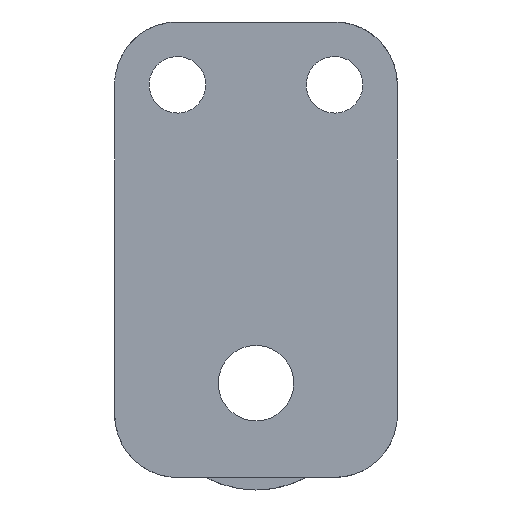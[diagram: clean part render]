
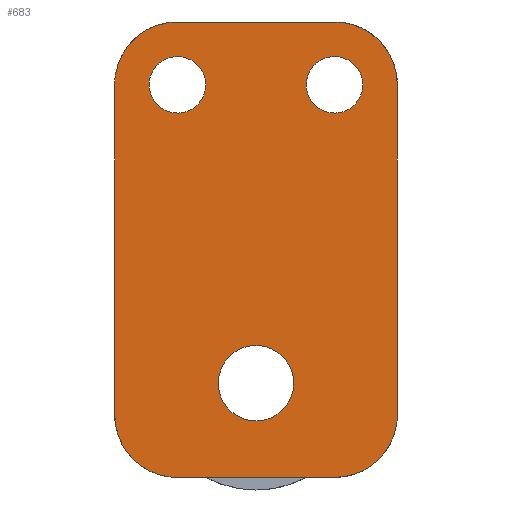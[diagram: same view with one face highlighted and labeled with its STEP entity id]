
A CAD part, front view. The second image highlights one B-rep face of the part: STEP entity #683.
In plain terms, the highlighted free-form (B-spline) face has degree [1, 1] with [2, 2] control points.
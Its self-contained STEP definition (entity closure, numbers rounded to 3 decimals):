
#22 = VERTEX_POINT('',#23);
#23 = CARTESIAN_POINT('',(0.,0.,-44.57));
#41 = VERTEX_POINT('',#42);
#42 = CARTESIAN_POINT('',(0.,0.,-79.641));
#47 = EDGE_CURVE('',#41,#22,#48,.T.);
#48 = ( BOUNDED_CURVE() B_SPLINE_CURVE(2,(#49,#50,#51,#52,#53),
.UNSPECIFIED.,.F.,.F.) B_SPLINE_CURVE_WITH_KNOTS((3,2,3),(3.142,
4.712,6.283),.PIECEWISE_BEZIER_KNOTS.) CURVE() 
GEOMETRIC_REPRESENTATION_ITEM() RATIONAL_B_SPLINE_CURVE((1.,
0.707,1.,0.707,1.)) REPRESENTATION_ITEM('') );
#49 = CARTESIAN_POINT('',(0.,0.,-79.641));
#50 = CARTESIAN_POINT('',(-17.536,0.,-79.641));
#51 = CARTESIAN_POINT('',(-17.536,0.,-62.105));
#52 = CARTESIAN_POINT('',(-17.536,0.,-44.57));
#53 = CARTESIAN_POINT('',(0.,0.,-44.57));
#212 = VERTEX_POINT('',#213);
#213 = CARTESIAN_POINT('',(36.533,0.,63.567));
#218 = EDGE_CURVE('',#212,#219,#221,.T.);
#219 = VERTEX_POINT('',#220);
#220 = CARTESIAN_POINT('',(36.533,0.,89.87));
#221 = ( BOUNDED_CURVE() B_SPLINE_CURVE(2,(#222,#223,#224,#225,#226),
.UNSPECIFIED.,.F.,.F.) B_SPLINE_CURVE_WITH_KNOTS((3,2,3),(3.142,
4.712,6.283),.PIECEWISE_BEZIER_KNOTS.) CURVE() 
GEOMETRIC_REPRESENTATION_ITEM() RATIONAL_B_SPLINE_CURVE((1.,
0.707,1.,0.707,1.)) REPRESENTATION_ITEM('') );
#222 = CARTESIAN_POINT('',(36.533,0.,63.567));
#223 = CARTESIAN_POINT('',(23.381,0.,63.567));
#224 = CARTESIAN_POINT('',(23.381,0.,76.718));
#225 = CARTESIAN_POINT('',(23.381,0.,89.87));
#226 = CARTESIAN_POINT('',(36.533,0.,89.87));
#260 = VERTEX_POINT('',#261);
#261 = CARTESIAN_POINT('',(-36.533,0.,63.567));
#266 = EDGE_CURVE('',#260,#267,#269,.T.);
#267 = VERTEX_POINT('',#268);
#268 = CARTESIAN_POINT('',(-36.533,0.,89.87));
#269 = ( BOUNDED_CURVE() B_SPLINE_CURVE(2,(#270,#271,#272,#273,#274),
.UNSPECIFIED.,.F.,.F.) B_SPLINE_CURVE_WITH_KNOTS((3,2,3),(3.142,
4.712,6.283),.PIECEWISE_BEZIER_KNOTS.) CURVE() 
GEOMETRIC_REPRESENTATION_ITEM() RATIONAL_B_SPLINE_CURVE((1.,
0.707,1.,0.707,1.)) REPRESENTATION_ITEM('') );
#270 = CARTESIAN_POINT('',(-36.533,0.,63.567));
#271 = CARTESIAN_POINT('',(-49.684,0.,63.567));
#272 = CARTESIAN_POINT('',(-49.684,0.,76.718));
#273 = CARTESIAN_POINT('',(-49.684,0.,89.87));
#274 = CARTESIAN_POINT('',(-36.533,0.,89.87));
#683 = ADVANCED_FACE('',(#684,#695,#757,#768),#779,.T.);
#684 = FACE_BOUND('',#685,.T.);
#685 = EDGE_LOOP('',(#686,#694));
#686 = ORIENTED_EDGE('',*,*,#687,.T.);
#687 = EDGE_CURVE('',#22,#41,#688,.T.);
#688 = ( BOUNDED_CURVE() B_SPLINE_CURVE(2,(#689,#690,#691,#692,#693),
.UNSPECIFIED.,.F.,.F.) B_SPLINE_CURVE_WITH_KNOTS((3,2,3),(0.,
1.571,3.142),.PIECEWISE_BEZIER_KNOTS.) CURVE() 
GEOMETRIC_REPRESENTATION_ITEM() RATIONAL_B_SPLINE_CURVE((1.,
0.707,1.,0.707,1.)) REPRESENTATION_ITEM('') );
#689 = CARTESIAN_POINT('',(0.,0.,-44.57));
#690 = CARTESIAN_POINT('',(17.536,0.,-44.57));
#691 = CARTESIAN_POINT('',(17.536,0.,-62.105));
#692 = CARTESIAN_POINT('',(17.536,0.,-79.641));
#693 = CARTESIAN_POINT('',(0.,0.,-79.641));
#694 = ORIENTED_EDGE('',*,*,#47,.T.);
#695 = FACE_BOUND('',#696,.T.);
#696 = EDGE_LOOP('',(#697,#707,#714,#722,#729,#737,#744,#752));
#697 = ORIENTED_EDGE('',*,*,#698,.T.);
#698 = EDGE_CURVE('',#699,#701,#703,.T.);
#699 = VERTEX_POINT('',#700);
#700 = CARTESIAN_POINT('',(-65.759,0.,-76.718));
#701 = VERTEX_POINT('',#702);
#702 = CARTESIAN_POINT('',(-36.533,0.,-105.945));
#703 = ( BOUNDED_CURVE() B_SPLINE_CURVE(2,(#704,#705,#706),
.UNSPECIFIED.,.F.,.F.) B_SPLINE_CURVE_WITH_KNOTS((3,3),(4.712,
6.283),.PIECEWISE_BEZIER_KNOTS.) CURVE() 
GEOMETRIC_REPRESENTATION_ITEM() RATIONAL_B_SPLINE_CURVE((1.,
0.707,1.)) REPRESENTATION_ITEM('') );
#704 = CARTESIAN_POINT('',(-65.759,0.,-76.718));
#705 = CARTESIAN_POINT('',(-65.759,0.,-105.945));
#706 = CARTESIAN_POINT('',(-36.533,0.,-105.945));
#707 = ORIENTED_EDGE('',*,*,#708,.F.);
#708 = EDGE_CURVE('',#709,#701,#711,.T.);
#709 = VERTEX_POINT('',#710);
#710 = CARTESIAN_POINT('',(36.533,0.,-105.945));
#711 = B_SPLINE_CURVE_WITH_KNOTS('',1,(#712,#713),.UNSPECIFIED.,.F.,.F.,
  (2,2),(20.,70.),.PIECEWISE_BEZIER_KNOTS.);
#712 = CARTESIAN_POINT('',(36.533,0.,-105.945));
#713 = CARTESIAN_POINT('',(-36.533,0.,-105.945));
#714 = ORIENTED_EDGE('',*,*,#715,.T.);
#715 = EDGE_CURVE('',#709,#716,#718,.T.);
#716 = VERTEX_POINT('',#717);
#717 = CARTESIAN_POINT('',(65.759,0.,-76.718));
#718 = ( BOUNDED_CURVE() B_SPLINE_CURVE(2,(#719,#720,#721),
.UNSPECIFIED.,.F.,.F.) B_SPLINE_CURVE_WITH_KNOTS((3,3),(0.,
1.571),.PIECEWISE_BEZIER_KNOTS.) CURVE() 
GEOMETRIC_REPRESENTATION_ITEM() RATIONAL_B_SPLINE_CURVE((1.,
0.707,1.)) REPRESENTATION_ITEM('') );
#719 = CARTESIAN_POINT('',(36.533,0.,-105.945));
#720 = CARTESIAN_POINT('',(65.759,0.,-105.945));
#721 = CARTESIAN_POINT('',(65.759,0.,-76.718));
#722 = ORIENTED_EDGE('',*,*,#723,.F.);
#723 = EDGE_CURVE('',#724,#716,#726,.T.);
#724 = VERTEX_POINT('',#725);
#725 = CARTESIAN_POINT('',(65.759,0.,76.718));
#726 = B_SPLINE_CURVE_WITH_KNOTS('',1,(#727,#728),.UNSPECIFIED.,.F.,.F.,
  (2,2),(-125.,-20.),.PIECEWISE_BEZIER_KNOTS.);
#727 = CARTESIAN_POINT('',(65.759,0.,76.718));
#728 = CARTESIAN_POINT('',(65.759,0.,-76.718));
#729 = ORIENTED_EDGE('',*,*,#730,.T.);
#730 = EDGE_CURVE('',#724,#731,#733,.T.);
#731 = VERTEX_POINT('',#732);
#732 = CARTESIAN_POINT('',(36.533,0.,105.945));
#733 = ( BOUNDED_CURVE() B_SPLINE_CURVE(2,(#734,#735,#736),
.UNSPECIFIED.,.F.,.F.) B_SPLINE_CURVE_WITH_KNOTS((3,3),(1.571,
3.142),.PIECEWISE_BEZIER_KNOTS.) CURVE() 
GEOMETRIC_REPRESENTATION_ITEM() RATIONAL_B_SPLINE_CURVE((1.,
0.707,1.)) REPRESENTATION_ITEM('') );
#734 = CARTESIAN_POINT('',(65.759,0.,76.718));
#735 = CARTESIAN_POINT('',(65.759,0.,105.945));
#736 = CARTESIAN_POINT('',(36.533,0.,105.945));
#737 = ORIENTED_EDGE('',*,*,#738,.F.);
#738 = EDGE_CURVE('',#739,#731,#741,.T.);
#739 = VERTEX_POINT('',#740);
#740 = CARTESIAN_POINT('',(-36.533,0.,105.945));
#741 = B_SPLINE_CURVE_WITH_KNOTS('',1,(#742,#743),.UNSPECIFIED.,.F.,.F.,
  (2,2),(-70.,-20.),.PIECEWISE_BEZIER_KNOTS.);
#742 = CARTESIAN_POINT('',(-36.533,0.,105.945));
#743 = CARTESIAN_POINT('',(36.533,0.,105.945));
#744 = ORIENTED_EDGE('',*,*,#745,.T.);
#745 = EDGE_CURVE('',#739,#746,#748,.T.);
#746 = VERTEX_POINT('',#747);
#747 = CARTESIAN_POINT('',(-65.759,0.,76.718));
#748 = ( BOUNDED_CURVE() B_SPLINE_CURVE(2,(#749,#750,#751),
.UNSPECIFIED.,.F.,.F.) B_SPLINE_CURVE_WITH_KNOTS((3,3),(3.142,
4.712),.PIECEWISE_BEZIER_KNOTS.) CURVE() 
GEOMETRIC_REPRESENTATION_ITEM() RATIONAL_B_SPLINE_CURVE((1.,
0.707,1.)) REPRESENTATION_ITEM('') );
#749 = CARTESIAN_POINT('',(-36.533,0.,105.945));
#750 = CARTESIAN_POINT('',(-65.759,0.,105.945));
#751 = CARTESIAN_POINT('',(-65.759,0.,76.718));
#752 = ORIENTED_EDGE('',*,*,#753,.F.);
#753 = EDGE_CURVE('',#699,#746,#754,.T.);
#754 = B_SPLINE_CURVE_WITH_KNOTS('',1,(#755,#756),.UNSPECIFIED.,.F.,.F.,
  (2,2),(20.,125.),.PIECEWISE_BEZIER_KNOTS.);
#755 = CARTESIAN_POINT('',(-65.759,0.,-76.718));
#756 = CARTESIAN_POINT('',(-65.759,0.,76.718));
#757 = FACE_BOUND('',#758,.T.);
#758 = EDGE_LOOP('',(#759,#760));
#759 = ORIENTED_EDGE('',*,*,#218,.T.);
#760 = ORIENTED_EDGE('',*,*,#761,.T.);
#761 = EDGE_CURVE('',#219,#212,#762,.T.);
#762 = ( BOUNDED_CURVE() B_SPLINE_CURVE(2,(#763,#764,#765,#766,#767),
.UNSPECIFIED.,.F.,.F.) B_SPLINE_CURVE_WITH_KNOTS((3,2,3),(0.,
1.571,3.142),.PIECEWISE_BEZIER_KNOTS.) CURVE() 
GEOMETRIC_REPRESENTATION_ITEM() RATIONAL_B_SPLINE_CURVE((1.,
0.707,1.,0.707,1.)) REPRESENTATION_ITEM('') );
#763 = CARTESIAN_POINT('',(36.533,0.,89.87));
#764 = CARTESIAN_POINT('',(49.684,0.,89.87));
#765 = CARTESIAN_POINT('',(49.684,0.,76.718));
#766 = CARTESIAN_POINT('',(49.684,0.,63.567));
#767 = CARTESIAN_POINT('',(36.533,0.,63.567));
#768 = FACE_BOUND('',#769,.T.);
#769 = EDGE_LOOP('',(#770,#771));
#770 = ORIENTED_EDGE('',*,*,#266,.T.);
#771 = ORIENTED_EDGE('',*,*,#772,.T.);
#772 = EDGE_CURVE('',#267,#260,#773,.T.);
#773 = ( BOUNDED_CURVE() B_SPLINE_CURVE(2,(#774,#775,#776,#777,#778),
.UNSPECIFIED.,.F.,.F.) B_SPLINE_CURVE_WITH_KNOTS((3,2,3),(0.,
1.571,3.142),.PIECEWISE_BEZIER_KNOTS.) CURVE() 
GEOMETRIC_REPRESENTATION_ITEM() RATIONAL_B_SPLINE_CURVE((1.,
0.707,1.,0.707,1.)) REPRESENTATION_ITEM('') );
#774 = CARTESIAN_POINT('',(-36.533,0.,89.87));
#775 = CARTESIAN_POINT('',(-23.381,0.,89.87));
#776 = CARTESIAN_POINT('',(-23.381,0.,76.718));
#777 = CARTESIAN_POINT('',(-23.381,0.,63.567));
#778 = CARTESIAN_POINT('',(-36.533,0.,63.567));
#779 = B_SPLINE_SURFACE_WITH_KNOTS('',1,1,(
    (#780,#781)
    ,(#782,#783
    )),.UNSPECIFIED.,.F.,.F.,.F.,(2,2),(2,2),(-72.5,72.5),(-45.,45.),
  .PIECEWISE_BEZIER_KNOTS.);
#780 = CARTESIAN_POINT('',(-65.759,0.,105.945));
#781 = CARTESIAN_POINT('',(65.759,0.,105.945));
#782 = CARTESIAN_POINT('',(-65.759,0.,-105.945));
#783 = CARTESIAN_POINT('',(65.759,0.,-105.945));
